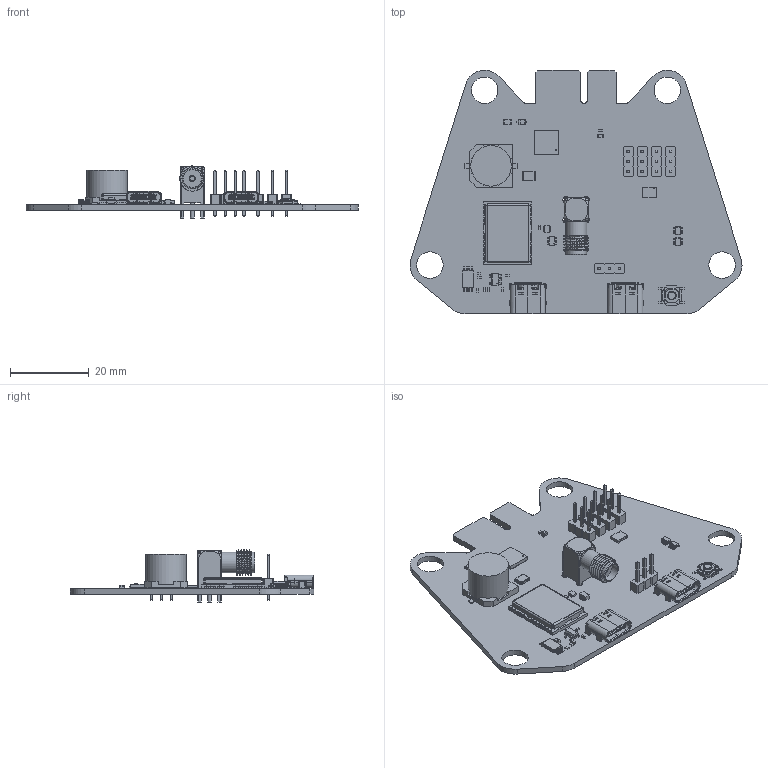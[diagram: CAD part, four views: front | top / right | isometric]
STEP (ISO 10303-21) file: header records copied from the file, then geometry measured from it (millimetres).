
FILE_DESCRIPTION(('KiCad electronic assembly'),'2;1');
FILE_NAME('board.step','2025-07-24T04:42:59',('Pcbnew'),('Kicad'), 'Open CASCADE STEP processor 7.6','KiCad to STEP converter','Unknown' );
FILE_SCHEMA(('AUTOMOTIVE_DESIGN { 1 0 10303 214 1 1 1 1 }'));
Length unit declared in the file: millimetre
Products named in the file (31): board 1; R_0402_1005Metric; LED_0603_1608Metric; R_0805_2012Metric; USB_C_Receptacle_GCT_USB4105-xx-A_16P_TopMnt_Horizontal; PinHeader_1x03_P2.54mm_Vertical; kicad_embedded_7BCFFBD3D91006ECC92C2A1EB3E32624; BODY-SOT; LEAD-SOT; PIN1-ID; kicad_embedded_1868890EF3AC24624A4AA782DF9BD4FA; C_0402_1005Metric; kicad_embedded_A65466E470E5E8AF14C115DF900A7CD7; kicad_embedded_2F32EEA5E615854C9557B2AC4C7BA695; kicad_embedded_4388890B492DB805848C6FA29B657E5E; kicad_embedded_F2E480E80373251B4C3F0A48D73F2CA5; kicad_embedded_1610E3370EAE01E3A2A39EE967F8174C; kicad_embedded_74EC9C574C356922F6A4535285956C6B; NEO-M9N-00B; NEO-M9N_NEO-M9N; kicad_embedded_F4A6B9CFC55C68C8E2BC8E95A8C0B69D; kicad_embedded_83CB284321D7E3E886F8C67688601632; SMAthing; HH99-RF1-SMA-TH_BWSMA-KWE-Z001; COMPOUND; SOLID; kicad_embedded_4950BF20C524D1DACC002E305CD42646; BODY-SO; LEAD-SO; gps_PCB
Assembly tree (55 placements, depth 4):
  board 1
    R_0402_1005Metric  x5
    LED_0603_1608Metric
    R_0805_2012Metric
    USB_C_Receptacle_GCT_USB4105-xx-A_16P_TopMnt_Horizontal  x2
    PinHeader_1x03_P2.54mm_Vertical  x5
    kicad_embedded_7BCFFBD3D91006ECC92C2A1EB3E32624  x2
      BODY-SOT
      LEAD-SOT
      PIN1-ID
    kicad_embedded_1868890EF3AC24624A4AA782DF9BD4FA
    C_0402_1005Metric  x4
    kicad_embedded_A65466E470E5E8AF14C115DF900A7CD7
    kicad_embedded_2F32EEA5E615854C9557B2AC4C7BA695
    kicad_embedded_4388890B492DB805848C6FA29B657E5E
    kicad_embedded_F2E480E80373251B4C3F0A48D73F2CA5
    kicad_embedded_1610E3370EAE01E3A2A39EE967F8174C
    kicad_embedded_74EC9C574C356922F6A4535285956C6B
    NEO-M9N-00B
      NEO-M9N_NEO-M9N
    kicad_embedded_F4A6B9CFC55C68C8E2BC8E95A8C0B69D
    kicad_embedded_83CB284321D7E3E886F8C67688601632
    SMAthing
      HH99-RF1-SMA-TH_BWSMA-KWE-Z001
        COMPOUND
      SOLID
    kicad_embedded_4950BF20C524D1DACC002E305CD42646
      BODY-SO
      LEAD-SO  x8
      PIN1-ID
    gps_PCB
Bounding box: 84.09 x 61.73 x 13.18 mm (x, y, z)
Volume: 8175.6 mm3; surface area: 13523.2 mm2
Topology: 237 solids, 237 shells, 4191 faces, 10318 edges, 6611 vertices
Faces by surface type: plane 3091, cylinder 893, bspline 124, sphere 48, torus 19, cone 16
Full cylindrical faces by diameter (mm): 0.062 x1, 0.067 x1, 0.09 x1, 0.13 x1, 0.3 x1, 0.5 x4, 0.6 x4, 0.9 x1, 1 x15, 1.2 x2, 1.3 x1, 1.6 x5, 4 x1, 4.567 x1, 5.2 x1, 5.3 x1, 5.586 x4, 6.35 x4, 6.7 x4, 10.25 x1
Entity records: 85070 total; most frequent: CARTESIAN_POINT 18778, ORIENTED_EDGE 13614, DIRECTION 13169, EDGE_CURVE 6807, LINE 5271, VECTOR 5271, VERTEX_POINT 4383, AXIS2_PLACEMENT_3D 3949
